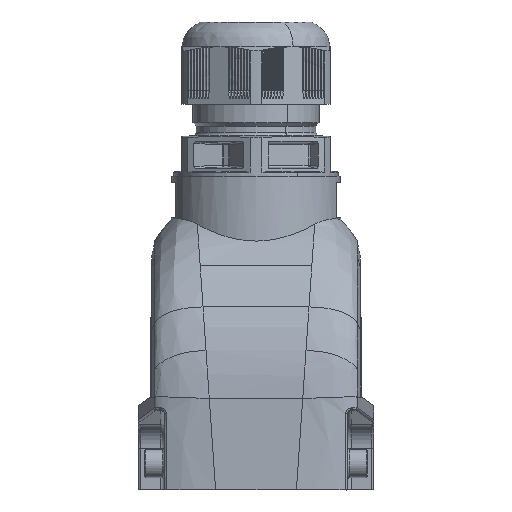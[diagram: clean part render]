
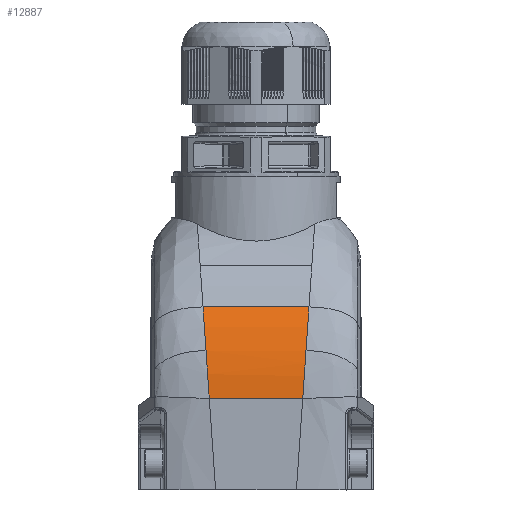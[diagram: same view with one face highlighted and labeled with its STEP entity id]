
A CAD part, left-side view. The second image highlights one B-rep face of the part: STEP entity #12887.
In plain terms, the highlighted cylindrical face has radius 52.339 mm (diameter 104.677 mm), a partial arc.
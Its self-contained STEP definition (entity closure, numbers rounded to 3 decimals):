
#11672=CYLINDRICAL_SURFACE('',#39670,52.339);
#11871=B_SPLINE_CURVE_WITH_KNOTS('',3,(#50158,#50159,#50160,#50161,#50162,
#50163,#50164,#50165,#50166,#50167,#50168,#50169,#50170,#50171,#50172),
 .UNSPECIFIED.,.F.,.F.,(4,2,2,1,1,1,2,2,4),(0.,0.25,0.375,
0.437,0.469,0.484,0.492,
0.5,1.),.UNSPECIFIED.);
#11873=B_SPLINE_CURVE_WITH_KNOTS('',3,(#50198,#50199,#50200,#50201),
 .UNSPECIFIED.,.F.,.F.,(4,4),(0.,1.),.UNSPECIFIED.);
#11875=B_SPLINE_CURVE_WITH_KNOTS('',3,(#50222,#50223,#50224,#50225,#50226,
#50227,#50228,#50229,#50230,#50231,#50232,#50233,#50234,#50235,#50236,#50237),
 .UNSPECIFIED.,.F.,.F.,(4,2,2,2,1,1,2,2,4),(0.,0.25,0.375,
0.438,0.469,0.484,0.492,
0.5,1.),.UNSPECIFIED.);
#11876=B_SPLINE_CURVE_WITH_KNOTS('',3,(#50239,#50240,#50241,#50242),
 .UNSPECIFIED.,.F.,.F.,(4,4),(0.,1.),.UNSPECIFIED.);
#12887=ADVANCED_FACE('',(#15130),#11672,.T.);
#15130=FACE_OUTER_BOUND('',#16635,.T.);
#16635=EDGE_LOOP('',(#19063,#19064,#19065,#19066,#19067,#19068));
#19063=ORIENTED_EDGE('',*,*,#29514,.T.);
#19064=ORIENTED_EDGE('',*,*,#29512,.T.);
#19065=ORIENTED_EDGE('',*,*,#29083,.T.);
#19066=ORIENTED_EDGE('',*,*,#29516,.T.);
#19067=ORIENTED_EDGE('',*,*,#29517,.T.);
#19068=ORIENTED_EDGE('',*,*,#29079,.T.);
#26359=VERTEX_POINT('',#47928);
#26360=VERTEX_POINT('',#47930);
#26362=VERTEX_POINT('',#47939);
#26364=VERTEX_POINT('',#47942);
#26646=VERTEX_POINT('',#50173);
#26647=VERTEX_POINT('',#50238);
#29079=EDGE_CURVE('',#26360,#26359,#33155,.T.);
#29083=EDGE_CURVE('',#26364,#26362,#33158,.T.);
#29512=EDGE_CURVE('',#26646,#26364,#11871,.T.);
#29514=EDGE_CURVE('',#26359,#26646,#11873,.T.);
#29516=EDGE_CURVE('',#26362,#26647,#11875,.T.);
#29517=EDGE_CURVE('',#26647,#26360,#11876,.T.);
#33155=LINE('',#47929,#35554);
#33158=LINE('',#47941,#35557);
#35554=VECTOR('',#41438,1.);
#35557=VECTOR('',#41443,1.);
#39670=AXIS2_PLACEMENT_3D('',#50243,#42093,#42094);
#41438=DIRECTION('',(0.,1.,0.));
#41443=DIRECTION('',(0.,-1.,0.));
#42093=DIRECTION('',(0.,1.,0.));
#42094=DIRECTION('',(-0.999,0.,-0.036));
#47928=CARTESIAN_POINT('',(-32.095,12.852,75.9));
#47929=CARTESIAN_POINT('',(-32.095,-12.852,75.9));
#47930=CARTESIAN_POINT('',(-32.095,-12.852,75.9));
#47939=CARTESIAN_POINT('',(-37.,-11.333,53.778));
#47941=CARTESIAN_POINT('',(-37.,11.333,53.778));
#47942=CARTESIAN_POINT('',(-37.,11.333,53.778));
#50158=CARTESIAN_POINT('',(-35.711,12.126,65.323));
#50159=CARTESIAN_POINT('',(-35.901,12.068,64.481));
#50160=CARTESIAN_POINT('',(-36.083,12.006,63.582));
#50161=CARTESIAN_POINT('',(-36.329,11.908,62.148));
#50162=CARTESIAN_POINT('',(-36.406,11.874,61.656));
#50163=CARTESIAN_POINT('',(-36.514,11.822,60.896));
#50164=CARTESIAN_POINT('',(-36.566,11.795,60.51));
#50165=CARTESIAN_POINT('',(-36.623,11.764,60.051));
#50166=CARTESIAN_POINT('',(-36.65,11.748,59.82));
#50167=CARTESIAN_POINT('',(-36.662,11.741,59.72));
#50168=CARTESIAN_POINT('',(-36.669,11.736,59.653));
#50169=CARTESIAN_POINT('',(-36.674,11.733,59.606));
#50170=CARTESIAN_POINT('',(-36.82,11.643,58.301));
#50171=CARTESIAN_POINT('',(-37.,11.51,56.365));
#50172=CARTESIAN_POINT('',(-37.,11.333,53.778));
#50173=CARTESIAN_POINT('',(-35.71,12.126,65.323));
#50198=CARTESIAN_POINT('',(-32.095,12.852,75.9));
#50199=CARTESIAN_POINT('',(-33.508,12.644,72.87));
#50200=CARTESIAN_POINT('',(-34.801,12.402,69.344));
#50201=CARTESIAN_POINT('',(-35.711,12.126,65.323));
#50222=CARTESIAN_POINT('',(-37.,-11.333,53.778));
#50223=CARTESIAN_POINT('',(-37.,-11.422,55.071));
#50224=CARTESIAN_POINT('',(-36.953,-11.499,56.202));
#50225=CARTESIAN_POINT('',(-36.858,-11.599,57.654));
#50226=CARTESIAN_POINT('',(-36.823,-11.629,58.097));
#50227=CARTESIAN_POINT('',(-36.768,-11.671,58.701));
#50228=CARTESIAN_POINT('',(-36.75,-11.684,58.893));
#50229=CARTESIAN_POINT('',(-36.722,-11.703,59.164));
#50230=CARTESIAN_POINT('',(-36.708,-11.712,59.296));
#50231=CARTESIAN_POINT('',(-36.692,-11.722,59.443));
#50232=CARTESIAN_POINT('',(-36.686,-11.726,59.505));
#50233=CARTESIAN_POINT('',(-36.681,-11.729,59.546));
#50234=CARTESIAN_POINT('',(-36.68,-11.729,59.553));
#50235=CARTESIAN_POINT('',(-36.438,-11.879,61.727));
#50236=CARTESIAN_POINT('',(-36.092,-12.01,63.639));
#50237=CARTESIAN_POINT('',(-35.711,-12.126,65.323));
#50238=CARTESIAN_POINT('',(-35.711,-12.126,65.323));
#50239=CARTESIAN_POINT('',(-35.711,-12.126,65.323));
#50240=CARTESIAN_POINT('',(-34.801,-12.402,69.344));
#50241=CARTESIAN_POINT('',(-33.508,-12.644,72.869));
#50242=CARTESIAN_POINT('',(-32.095,-12.852,75.9));
#50243=CARTESIAN_POINT('',(15.339,-13.577,53.778));
